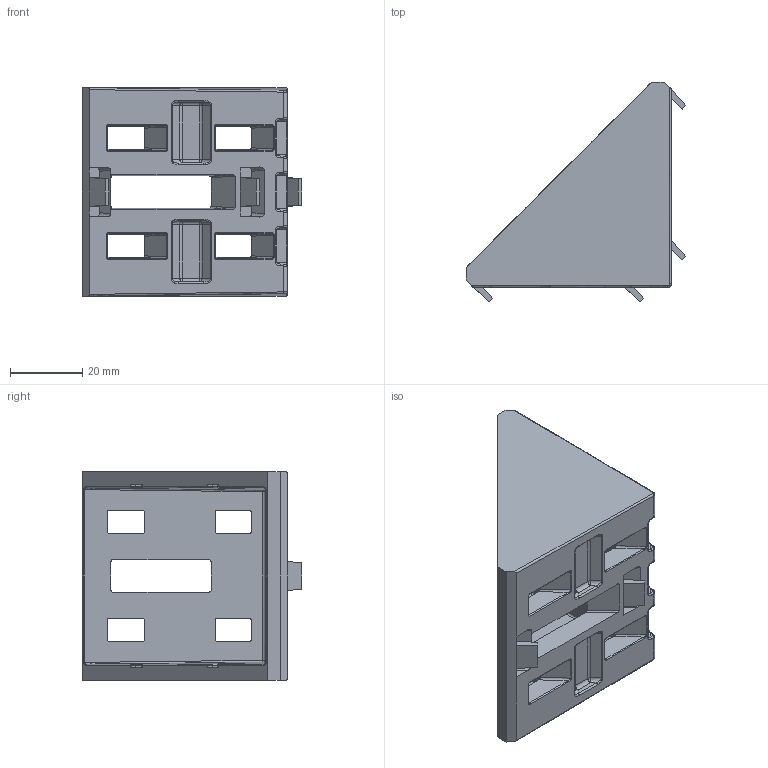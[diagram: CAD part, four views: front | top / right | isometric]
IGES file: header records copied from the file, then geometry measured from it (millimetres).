
Global section: file name: 305857.1; native system: Autodesk Inventor 2021; preprocessor: unknown; author: Špaček,,; organization: 11; date: 20230217.153744; units: millimetre
Bounding box: 61.02 x 61.02 x 58 mm (x, y, z)
Volume: 38729.2 mm3; surface area: 20161.3 mm2
Topology: 1 solids, 1 shells, 450 faces, 1103 edges, 654 vertices
Faces by surface type: bspline 450
